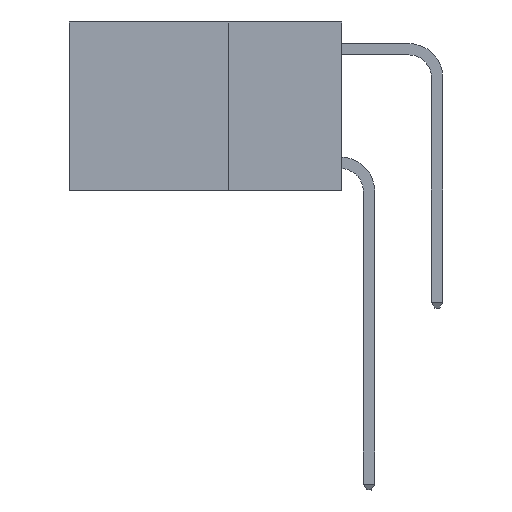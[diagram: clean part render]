
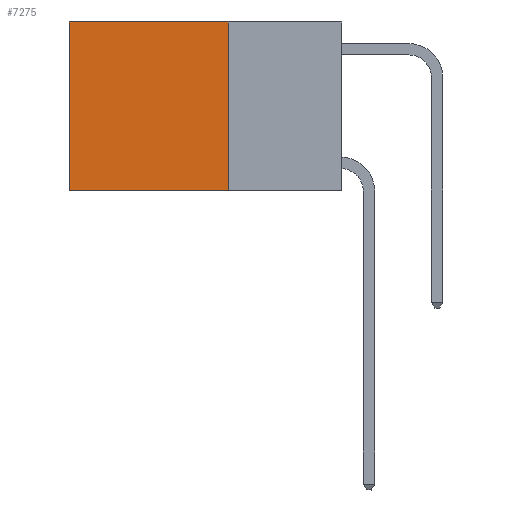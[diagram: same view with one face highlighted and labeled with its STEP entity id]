
A CAD part, left-side view. The second image highlights one B-rep face of the part: STEP entity #7275.
In plain terms, the highlighted planar face has unit normal (-1, 0, 0).
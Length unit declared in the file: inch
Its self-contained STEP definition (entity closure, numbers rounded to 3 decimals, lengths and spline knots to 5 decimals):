
#62 = FACE_OUTER_BOUND ( 'NONE', #8825, .T. ) ;
#150 = DIRECTION ( 'NONE',  ( 0., 1., 0. ) ) ;
#1220 = CARTESIAN_POINT ( 'NONE',  ( 0.2625, 0.6, 0. ) ) ;
#1368 = LINE ( 'NONE', #2111, #7451 ) ;
#1582 = ORIENTED_EDGE ( 'NONE', *, *, #2595, .T. ) ;
#1588 = VECTOR ( 'NONE', #7301, 39.37008 ) ;
#1664 = EDGE_CURVE ( 'NONE', #11056, #14841, #15749, .T. ) ;
#2111 = CARTESIAN_POINT ( 'NONE',  ( 0.2625, 0.25, 0. ) ) ;
#2595 = EDGE_CURVE ( 'NONE', #2756, #11056, #16785, .T. ) ;
#2756 = VERTEX_POINT ( 'NONE', #7697 ) ;
#3039 = ORIENTED_EDGE ( 'NONE', *, *, #1664, .T. ) ;
#3083 = VERTEX_POINT ( 'NONE', #9644 ) ;
#3359 = CARTESIAN_POINT ( 'NONE',  ( 0.2625, 0.25, 0. ) ) ;
#3376 = VECTOR ( 'NONE', #14010, 39.37008 ) ;
#3791 = AXIS2_PLACEMENT_3D ( 'NONE', #3359, #15917, #5601 ) ;
#4056 = EDGE_CURVE ( 'NONE', #3083, #14841, #12721, .T. ) ;
#4564 = DIRECTION ( 'NONE',  ( 0., 0., -1. ) ) ;
#4716 = CARTESIAN_POINT ( 'NONE',  ( 0.2625, 0.25, -0.37 ) ) ;
#5601 = DIRECTION ( 'NONE',  ( 0., 0., -1. ) ) ;
#6503 = ORIENTED_EDGE ( 'NONE', *, *, #13000, .F. ) ;
#6512 = PLANE ( 'NONE',  #3791 ) ;
#7275 = ADVANCED_FACE ( 'NONE', ( #62 ), #6512, .F. ) ;
#7301 = DIRECTION ( 'NONE',  ( 0., 0., -1. ) ) ;
#7451 = VECTOR ( 'NONE', #4564, 39.37008 ) ;
#7697 = CARTESIAN_POINT ( 'NONE',  ( 0.2625, 0.25, 0. ) ) ;
#8825 = EDGE_LOOP ( 'NONE', ( #3039, #15443, #6503, #1582 ) ) ;
#9408 = CARTESIAN_POINT ( 'NONE',  ( 0.2625, 0.6, -0.37 ) ) ;
#9644 = CARTESIAN_POINT ( 'NONE',  ( 0.2625, 0.25, -0.37 ) ) ;
#11056 = VERTEX_POINT ( 'NONE', #1220 ) ;
#12052 = CARTESIAN_POINT ( 'NONE',  ( 0.2625, 0.25, 0. ) ) ;
#12721 = LINE ( 'NONE', #4716, #3376 ) ;
#13000 = EDGE_CURVE ( 'NONE', #2756, #3083, #1368, .T. ) ;
#14010 = DIRECTION ( 'NONE',  ( 0., 1., 0. ) ) ;
#14841 = VERTEX_POINT ( 'NONE', #9408 ) ;
#15443 = ORIENTED_EDGE ( 'NONE', *, *, #4056, .F. ) ;
#15749 = LINE ( 'NONE', #17066, #1588 ) ;
#15917 = DIRECTION ( 'NONE',  ( 1., 0., 0. ) ) ;
#15925 = VECTOR ( 'NONE', #150, 39.37008 ) ;
#16785 = LINE ( 'NONE', #12052, #15925 ) ;
#17066 = CARTESIAN_POINT ( 'NONE',  ( 0.2625, 0.6, 0. ) ) ;
